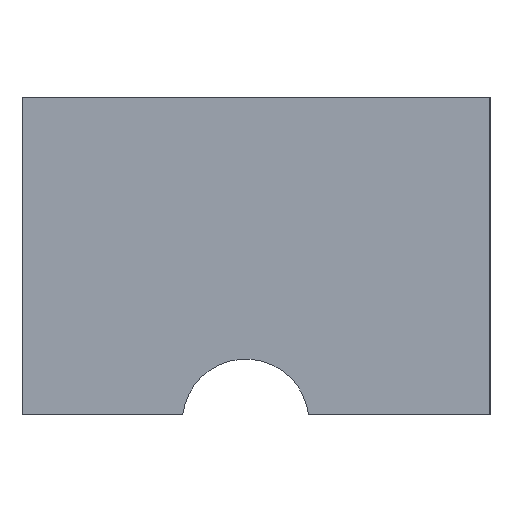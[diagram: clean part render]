
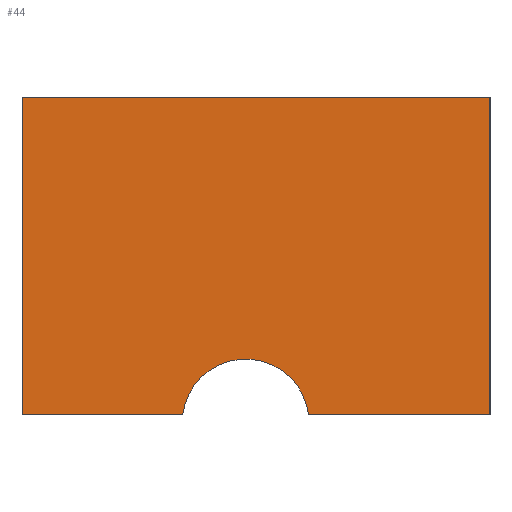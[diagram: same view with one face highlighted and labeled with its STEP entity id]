
A CAD part, left-side view. The second image highlights one B-rep face of the part: STEP entity #44.
In plain terms, the highlighted planar face has unit normal (-1, 0, 0).
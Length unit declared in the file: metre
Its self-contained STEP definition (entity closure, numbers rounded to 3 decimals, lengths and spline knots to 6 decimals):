
#44 = ADVANCED_FACE( '', ( #98 ), #99, .F. );
#98 = FACE_OUTER_BOUND( '', #164, .T. );
#99 = PLANE( '', #165 );
#164 = EDGE_LOOP( '', ( #229, #230, #231, #232, #233, #234 ) );
#165 = AXIS2_PLACEMENT_3D( '', #235, #236, #237 );
#229 = ORIENTED_EDGE( '', *, *, #384, .T. );
#230 = ORIENTED_EDGE( '', *, *, #385, .F. );
#231 = ORIENTED_EDGE( '', *, *, #386, .F. );
#232 = ORIENTED_EDGE( '', *, *, #387, .T. );
#233 = ORIENTED_EDGE( '', *, *, #382, .F. );
#234 = ORIENTED_EDGE( '', *, *, #388, .T. );
#235 = CARTESIAN_POINT( '', ( 0.01, 0.0315, 0.220925 ) );
#236 = DIRECTION( '', ( 1., 0., 0. ) );
#237 = DIRECTION( '', ( 0., 0., 1. ) );
#382 = EDGE_CURVE( '', #445, #441, #447, .T. );
#384 = EDGE_CURVE( '', #449, #450, #451, .T. );
#385 = EDGE_CURVE( '', #452, #450, #453, .T. );
#386 = EDGE_CURVE( '', #454, #452, #455, .T. );
#387 = EDGE_CURVE( '', #454, #441, #456, .T. );
#388 = EDGE_CURVE( '', #445, #449, #457, .T. );
#441 = VERTEX_POINT( '', #532 );
#445 = VERTEX_POINT( '', #538 );
#447 = LINE( '', #541, #542 );
#449 = VERTEX_POINT( '', #544 );
#450 = VERTEX_POINT( '', #545 );
#451 = LINE( '', #546, #547 );
#452 = VERTEX_POINT( '', #548 );
#453 = LINE( '', #549, #550 );
#454 = VERTEX_POINT( '', #551 );
#455 = LINE( '', #552, #553 );
#456 = CIRCLE( '', #554, 0.008 );
#457 = LINE( '', #555, #556 );
#532 = CARTESIAN_POINT( '', ( 0.01, -0.007937, 0.0336 ) );
#538 = CARTESIAN_POINT( '', ( 0.01, -0.0308, 0.0336 ) );
#541 = CARTESIAN_POINT( '', ( 0.01, -0.019369, 0.0336 ) );
#542 = VECTOR( '', #722, 1. );
#544 = CARTESIAN_POINT( '', ( 0.01, -0.0308, 0.0736 ) );
#545 = CARTESIAN_POINT( '', ( 0.01, 0.0282, 0.0736 ) );
#546 = CARTESIAN_POINT( '', ( 0.01, -0.0013, 0.0736 ) );
#547 = VECTOR( '', #723, 1. );
#548 = CARTESIAN_POINT( '', ( 0.01, 0.0282, 0.0336 ) );
#549 = CARTESIAN_POINT( '', ( 0.01, 0.0282, 0.0536 ) );
#550 = VECTOR( '', #724, 1. );
#551 = CARTESIAN_POINT( '', ( 0.01, 0.007937, 0.0336 ) );
#552 = CARTESIAN_POINT( '', ( 0.01, 0.018069, 0.0336 ) );
#553 = VECTOR( '', #725, 1. );
#554 = AXIS2_PLACEMENT_3D( '', #726, #727, #728 );
#555 = CARTESIAN_POINT( '', ( 0.01, -0.0308, 0.0536 ) );
#556 = VECTOR( '', #729, 1. );
#722 = DIRECTION( '', ( 0., 1., 0. ) );
#723 = DIRECTION( '', ( 0., 1., 0. ) );
#724 = DIRECTION( '', ( 0., 0., 1. ) );
#725 = DIRECTION( '', ( 0., 1., 0. ) );
#726 = CARTESIAN_POINT( '', ( 0.01, 0., 0.0326 ) );
#727 = DIRECTION( '', ( 1., 0., 0. ) );
#728 = DIRECTION( '', ( 0., 0., -1. ) );
#729 = DIRECTION( '', ( 0., 0., 1. ) );
